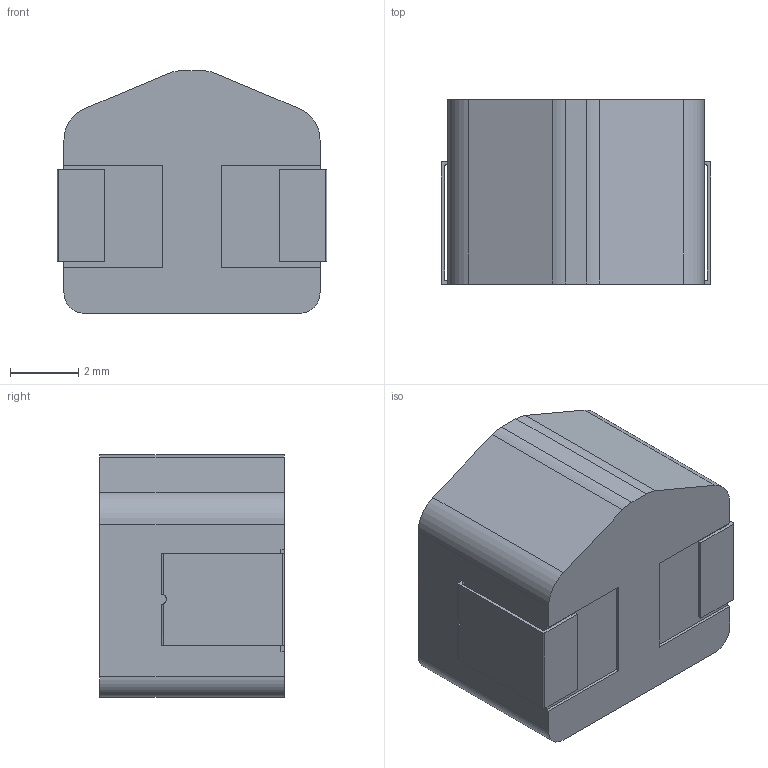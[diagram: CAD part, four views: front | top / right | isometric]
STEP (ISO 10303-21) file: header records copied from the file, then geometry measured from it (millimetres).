
FILE_DESCRIPTION (( 'STEP AP214' ), '1' );
FILE_NAME ('IS_MPLCV_0654(3126)_L7.9W7.1T5.4.STEP', '2020-05-14T00:25:37', ( '' ), ( '' ), 'SwSTEP 2.0', 'SolidWorks 2014', '' );
FILE_SCHEMA (( 'AUTOMOTIVE_DESIGN' ));
Length unit declared in the file: millimetre
Products named in the file (1): IS_MPLCV_0654(3126)_L7.9W7.1T5.4
Bounding box: 7.9 x 5.41 x 7.1 mm (x, y, z)
Volume: 262.8 mm3; surface area: 286.7 mm2
Topology: 4 solids, 4 shells, 116 faces, 329 edges, 217 vertices
Faces by surface type: plane 95, cylinder 21
Entity records: 4566 total; most frequent: CARTESIAN_POINT 807, ORIENTED_EDGE 658, DIRECTION 590, EDGE_CURVE 329, LINE 286, VECTOR 286, VERTEX_POINT 217, AXIS2_PLACEMENT_3D 152
